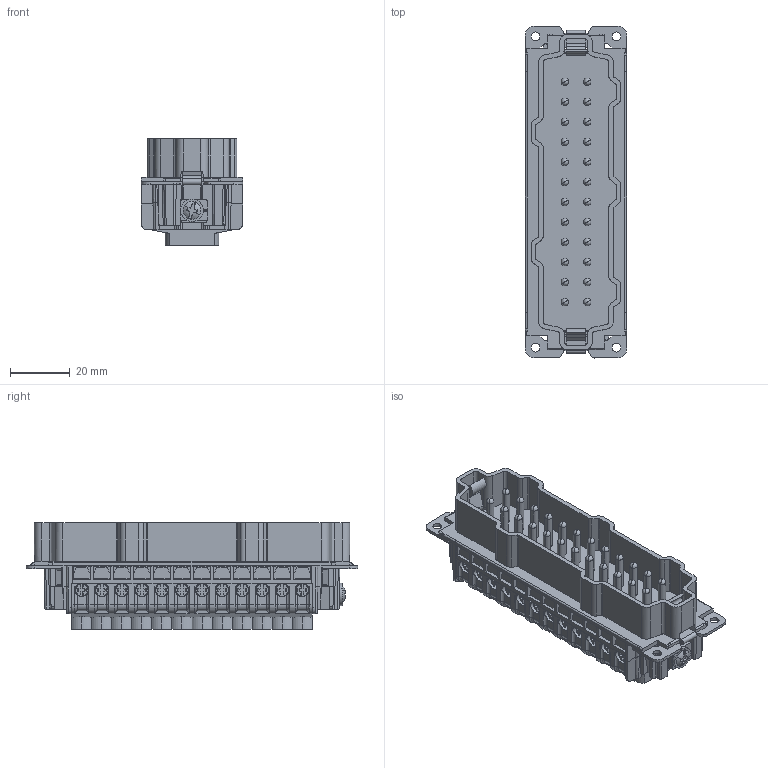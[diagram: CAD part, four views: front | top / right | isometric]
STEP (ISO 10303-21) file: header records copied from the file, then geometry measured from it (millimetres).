
FILE_DESCRIPTION(('CATIA V5 STEP Exchange','CAx-IF Rec.Pracs.--- Model Styling and Organization---1.4--- 2014-01-23'),'2;1');
FILE_NAME ('039385-3_2_1713600000_1713600000.stp','2019-08-14T06:01:48+00:00',('none'),('Weidmueller'),'CATIA Version 5-6 Release 2016 SP3 HF44','CATIA V5 STEP AP214','none');
FILE_SCHEMA(('AUTOMOTIVE_DESIGN { 1 0 10303 214 1 1 1 1 }'));
Products named in the file (1): 1713600000
Bounding box: 34 x 111 x 35.7 mm (x, y, z)
Volume: 58146.4 mm3; surface area: 36168.9 mm2
Topology: 1 solids, 1 shells, 3738 faces, 11452 edges, 7658 vertices
Faces by surface type: plane 2405, cylinder 904, cone 215, torus 192, extrusion 10, bspline 8, sphere 4
Entity records: 126998 total; most frequent: CARTESIAN_POINT 34900, ORIENTED_EDGE 22904, DIRECTION 13614, EDGE_CURVE 11452, VERTEX_POINT 7658, VECTOR 7595, LINE 7585, AXIS2_PLACEMENT_3D 3995
